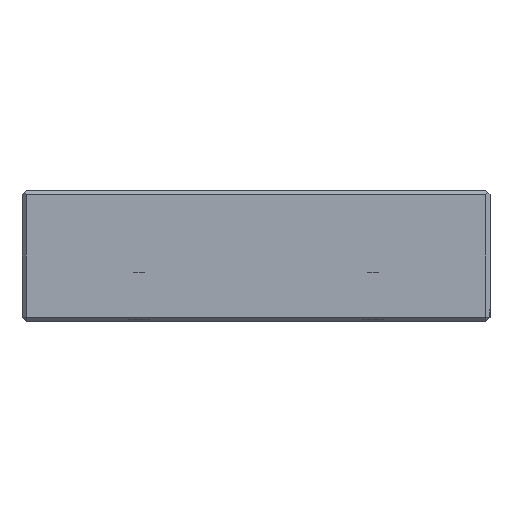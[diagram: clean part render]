
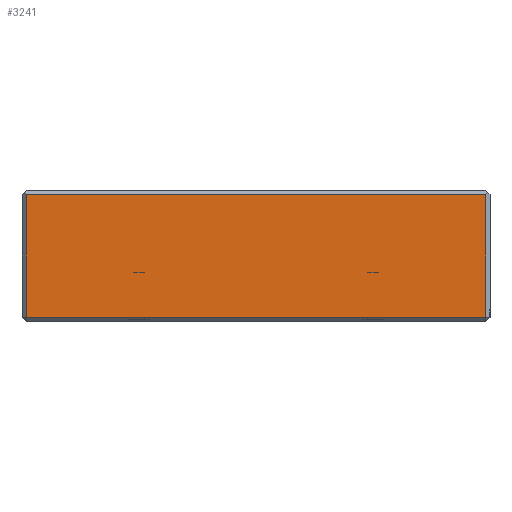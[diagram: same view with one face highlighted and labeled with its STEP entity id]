
A CAD part, left-side view. The second image highlights one B-rep face of the part: STEP entity #3241.
In plain terms, the highlighted planar face has unit normal (-1, 0, 0).
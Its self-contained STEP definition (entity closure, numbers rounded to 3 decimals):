
#189=PLANE('',#3583);
#367=FACE_OUTER_BOUND('',#606,.T.);
#606=EDGE_LOOP('',(#2830,#2831,#2832,#2833));
#877=LINE('',#5293,#1182);
#881=LINE('',#5300,#1186);
#941=LINE('',#5440,#1246);
#943=LINE('',#5443,#1248);
#1182=VECTOR('',#4254,10.);
#1186=VECTOR('',#4260,10.);
#1246=VECTOR('',#4424,10.);
#1248=VECTOR('',#4428,10.);
#1663=VERTEX_POINT('',#5290);
#1664=VERTEX_POINT('',#5292);
#1666=VERTEX_POINT('',#5298);
#1694=VERTEX_POINT('',#5436);
#2023=EDGE_CURVE('',#1663,#1664,#877,.T.);
#2027=EDGE_CURVE('',#1666,#1663,#881,.T.);
#2099=EDGE_CURVE('',#1664,#1694,#941,.T.);
#2101=EDGE_CURVE('',#1694,#1666,#943,.T.);
#2830=ORIENTED_EDGE('',*,*,#2027,.F.);
#2831=ORIENTED_EDGE('',*,*,#2101,.F.);
#2832=ORIENTED_EDGE('',*,*,#2099,.F.);
#2833=ORIENTED_EDGE('',*,*,#2023,.F.);
#3241=ADVANCED_FACE('',(#367),#189,.T.);
#3583=AXIS2_PLACEMENT_3D('',#5465,#4456,#4457);
#4254=DIRECTION('',(0.,-1.,0.));
#4260=DIRECTION('',(0.,0.,1.));
#4424=DIRECTION('',(0.,0.,-1.));
#4428=DIRECTION('',(0.,1.,0.));
#4456=DIRECTION('center_axis',(-1.,0.,0.));
#4457=DIRECTION('ref_axis',(0.,1.,0.));
#5290=CARTESIAN_POINT('',(-45.3,-9.925,4.5));
#5292=CARTESIAN_POINT('',(-45.3,-66.376,4.5));
#5293=CARTESIAN_POINT('',(-45.3,-52.513,4.5));
#5298=CARTESIAN_POINT('',(-45.3,-9.925,-10.5));
#5300=CARTESIAN_POINT('',(-45.3,-9.925,5.));
#5436=CARTESIAN_POINT('',(-45.3,-66.376,-10.5));
#5440=CARTESIAN_POINT('',(-45.3,-66.376,5.));
#5443=CARTESIAN_POINT('',(-45.3,-52.513,-10.5));
#5465=CARTESIAN_POINT('Origin',(-45.3,-66.876,5.));
